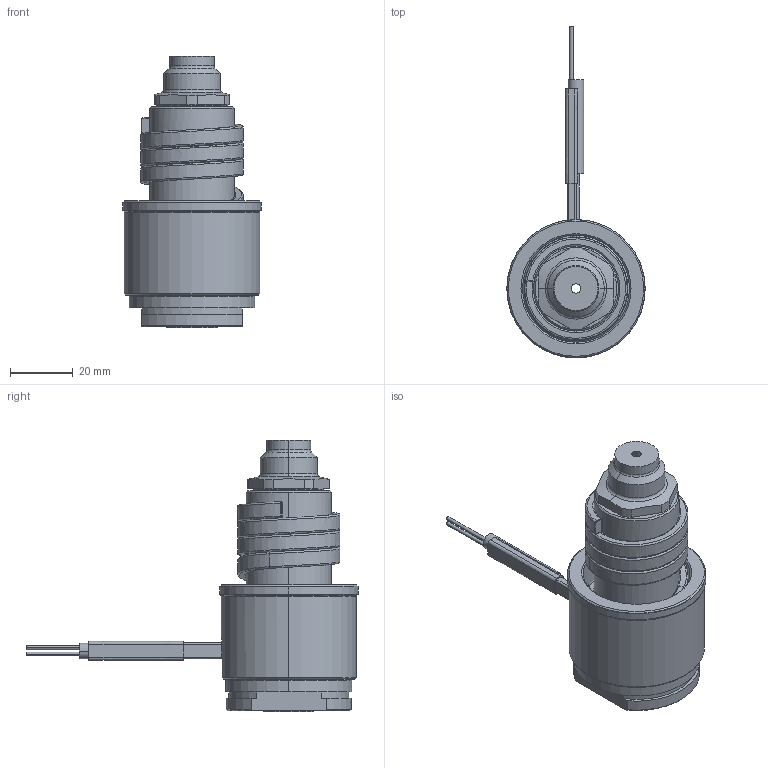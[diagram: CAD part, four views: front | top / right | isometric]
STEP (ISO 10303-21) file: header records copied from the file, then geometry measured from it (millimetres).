
FILE_DESCRIPTION((''),'2;1');
FILE_NAME('EL-86-CKG','2014-03-13T',('Íàòàëüÿ'),('IMID'),'PRO/ENGINEER BY PARAMETRIC TECHNOLOGY CORPORATION, 2010180','PRO/ENGINEER BY PARAMETRIC TECHNOLOGY CORPORATION, 2010180','');
FILE_SCHEMA(('CONFIG_CONTROL_DESIGN'));
Length unit declared in the file: millimetre
Products named in the file (1): EL-86-CKG
Bounding box: 44 x 105.5 x 86.3 mm (x, y, z)
Volume: 71125.4 mm3; surface area: 29419.3 mm2
Topology: 1 solids, 8 shells, 302 faces, 736 edges, 440 vertices
Faces by surface type: cylinder 98, cone 54, bspline 53, plane 53, torus 27, revolution 9, extrusion 8
Entity records: 14476 total; most frequent: CARTESIAN_POINT 7677, ORIENTED_EDGE 1432, DIRECTION 1347, EDGE_CURVE 728, AXIS2_PLACEMENT_3D 538, VERTEX_POINT 440, EDGE_LOOP 326, CIRCLE 305
